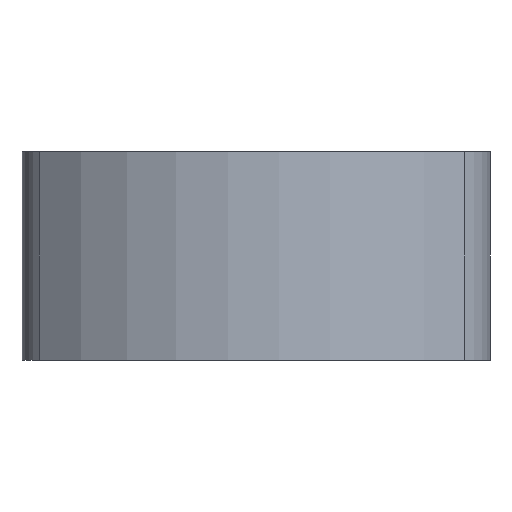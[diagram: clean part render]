
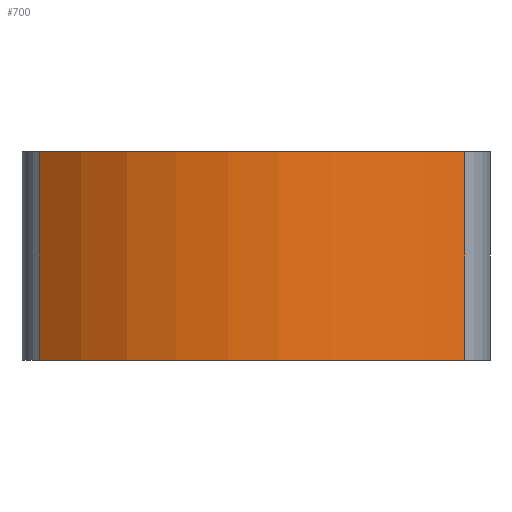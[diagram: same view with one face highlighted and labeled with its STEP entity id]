
A CAD part, left-side view. The second image highlights one B-rep face of the part: STEP entity #700.
In plain terms, the highlighted cylindrical face has radius 30 mm (diameter 60 mm), a partial arc.
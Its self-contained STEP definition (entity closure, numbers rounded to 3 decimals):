
#38=FACE_OUTER_BOUND('',#78,.T.);
#78=EDGE_LOOP('',(#527,#528,#529,#530));
#128=LINE('',#1200,#176);
#129=LINE('',#1204,#177);
#176=VECTOR('',#954,10.);
#177=VECTOR('',#959,10.);
#206=CIRCLE('',#747,30.);
#238=CIRCLE('',#788,30.);
#270=VERTEX_POINT('',#1104);
#271=VERTEX_POINT('',#1106);
#309=VERTEX_POINT('',#1198);
#310=VERTEX_POINT('',#1202);
#344=EDGE_CURVE('',#270,#271,#206,.T.);
#391=EDGE_CURVE('',#309,#270,#128,.T.);
#392=EDGE_CURVE('',#309,#310,#238,.T.);
#393=EDGE_CURVE('',#310,#271,#129,.T.);
#527=ORIENTED_EDGE('',*,*,#391,.F.);
#528=ORIENTED_EDGE('',*,*,#392,.T.);
#529=ORIENTED_EDGE('',*,*,#393,.T.);
#530=ORIENTED_EDGE('',*,*,#344,.F.);
#664=CYLINDRICAL_SURFACE('',#787,30.);
#700=ADVANCED_FACE('',(#38),#664,.T.);
#747=AXIS2_PLACEMENT_3D('',#1107,#859,#860);
#787=AXIS2_PLACEMENT_3D('',#1201,#955,#956);
#788=AXIS2_PLACEMENT_3D('',#1203,#957,#958);
#859=DIRECTION('center_axis',(0.,0.,1.));
#860=DIRECTION('ref_axis',(-0.693,0.721,0.));
#954=DIRECTION('',(0.,0.,1.));
#955=DIRECTION('center_axis',(0.,0.,1.));
#956=DIRECTION('ref_axis',(-0.693,0.721,0.));
#957=DIRECTION('center_axis',(0.,0.,1.));
#958=DIRECTION('ref_axis',(-0.693,0.721,0.));
#959=DIRECTION('',(0.,0.,1.));
#1104=CARTESIAN_POINT('',(-22.388,19.97,20.));
#1106=CARTESIAN_POINT('',(-21.642,-20.776,20.));
#1107=CARTESIAN_POINT('Origin',(0.,0.,
20.));
#1198=CARTESIAN_POINT('',(-22.388,19.97,0.));
#1200=CARTESIAN_POINT('',(-22.388,19.97,0.));
#1201=CARTESIAN_POINT('Origin',(0.,0.,
0.));
#1202=CARTESIAN_POINT('',(-21.642,-20.776,0.));
#1203=CARTESIAN_POINT('Origin',(0.,0.,
0.));
#1204=CARTESIAN_POINT('',(-21.642,-20.776,0.));
